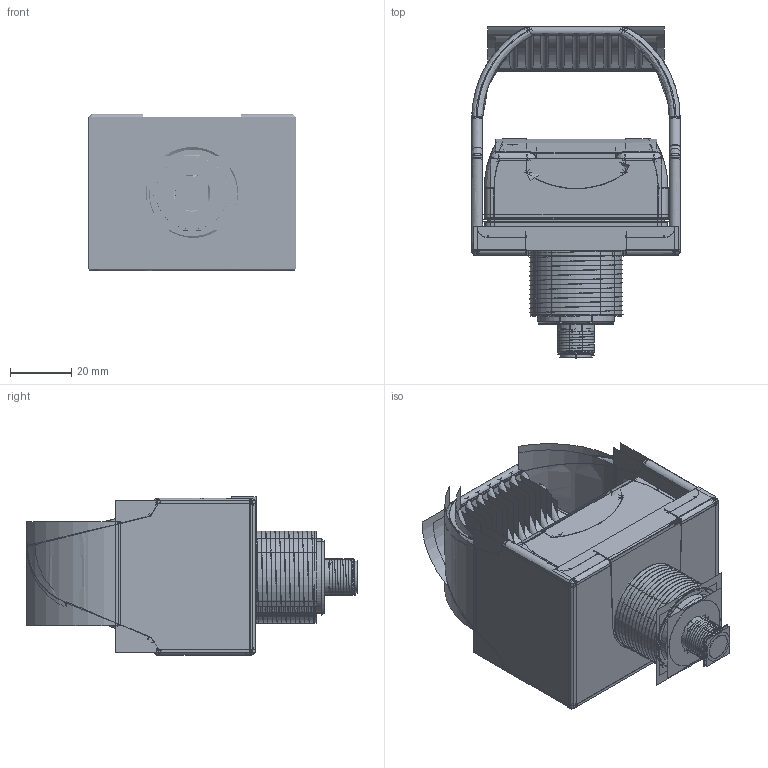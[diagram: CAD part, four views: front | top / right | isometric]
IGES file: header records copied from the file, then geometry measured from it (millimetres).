
Start section:  PTC IGES file: 192433.igs
Global section: file name: 192433.igs; native system: Creo Parametric by Parametric Technology Corporation; preprocessor: 2013230; author: PDMAdmin; organization: Unknown; date: 20160316.121623; units: millimetre
Bounding box: 68.07 x 108.36 x 51.89 mm (x, y, z)
Volume: 78033.3 mm3; surface area: 494708.1 mm2
Topology: 7 solids, 9 shells, 3076 faces, 15988 edges, 20150 vertices
Faces by surface type: bspline 1552, revolution 1524
